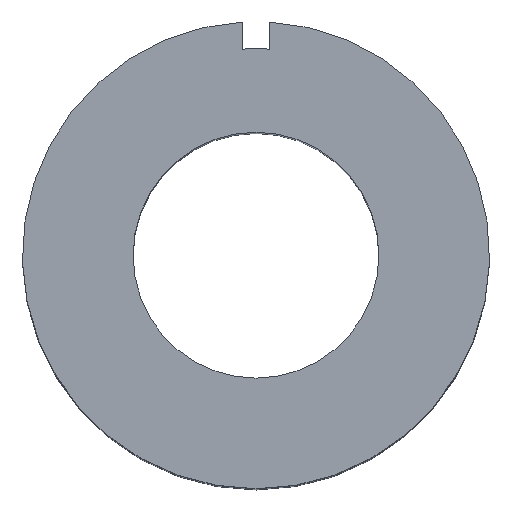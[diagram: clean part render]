
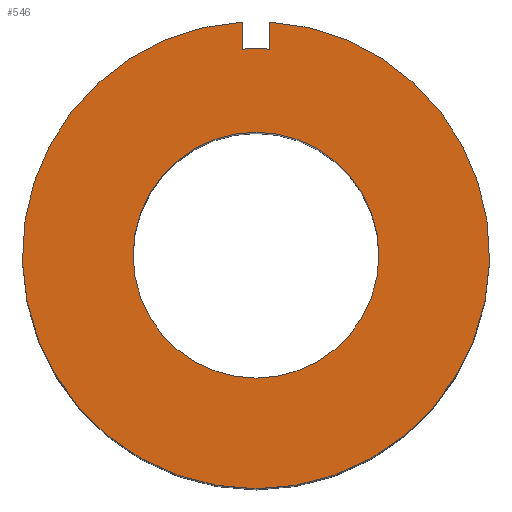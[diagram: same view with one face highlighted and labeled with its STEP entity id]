
A CAD part, top view. The second image highlights one B-rep face of the part: STEP entity #546.
In plain terms, the highlighted planar face has unit normal (0, 0, 1).
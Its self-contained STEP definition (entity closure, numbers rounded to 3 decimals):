
#99=CARTESIAN_POINT('',(0.55,8.382,29.));
#100=VERTEX_POINT('',#99);
#107=CARTESIAN_POINT('',(0.55,9.484,29.));
#108=VERTEX_POINT('',#107);
#109=CARTESIAN_POINT('',(0.55,9.484,29.));
#110=DIRECTION('',(0.0,-1.0,0.0));
#111=VECTOR('',#110,1.102);
#112=LINE('',#109,#111);
#113=EDGE_CURVE('',#108,#100,#112,.T.);
#235=CARTESIAN_POINT('',(-0.55,9.484,29.));
#236=VERTEX_POINT('',#235);
#243=CARTESIAN_POINT('',(-0.55,8.382,29.));
#244=VERTEX_POINT('',#243);
#245=CARTESIAN_POINT('',(-0.55,8.382,29.));
#246=DIRECTION('',(0.0,1.0,0.0));
#247=VECTOR('',#246,1.102);
#248=LINE('',#245,#247);
#249=EDGE_CURVE('',#244,#236,#248,.T.);
#289=CARTESIAN_POINT('',(0.0,0.0,29.));
#290=DIRECTION('',(0.0,0.0,1.));
#291=DIRECTION('',(-0.065,-0.998,0.0));
#292=AXIS2_PLACEMENT_3D('',#289,#290,#291);
#293=CIRCLE('',#292,8.4);
#294=EDGE_CURVE('',#100,#244,#293,.T.);
#343=CARTESIAN_POINT('',(0.0,0.0,29.));
#344=DIRECTION('',(0.0,0.0,-1.0));
#345=DIRECTION('',(-1.0,0.0,0.0));
#346=AXIS2_PLACEMENT_3D('',#343,#344,#345);
#347=CIRCLE('',#346,9.5);
#348=EDGE_CURVE('',#108,#236,#347,.T.);
#508=CARTESIAN_POINT('',(5.0,0.0,29.));
#509=VERTEX_POINT('',#508);
#510=CARTESIAN_POINT('',(0.0,0.0,29.));
#511=DIRECTION('',(0.0,0.0,-1.0));
#512=DIRECTION('',(1.0,0.0,0.0));
#513=AXIS2_PLACEMENT_3D('',#510,#511,#512);
#514=CIRCLE('',#513,5.0);
#515=EDGE_CURVE('',#509,#509,#514,.T.);
#532=CARTESIAN_POINT('',(0.0,0.0,29.));
#533=DIRECTION('',(0.0,0.0,-1.0));
#534=DIRECTION('',(-1.0,0.0,0.0));
#535=AXIS2_PLACEMENT_3D('',#532,#533,#534);
#536=PLANE('',#535);
#537=ORIENTED_EDGE('',*,*,#249,.T.);
#538=ORIENTED_EDGE('',*,*,#348,.F.);
#539=ORIENTED_EDGE('',*,*,#113,.T.);
#540=ORIENTED_EDGE('',*,*,#294,.T.);
#541=EDGE_LOOP('',(#537,#538,#539,#540));
#542=FACE_OUTER_BOUND('',#541,.T.);
#543=ORIENTED_EDGE('',*,*,#515,.T.);
#544=EDGE_LOOP('',(#543));
#545=FACE_BOUND('',#544,.T.);
#546=ADVANCED_FACE('',(#542,#545),#536,.F.);
